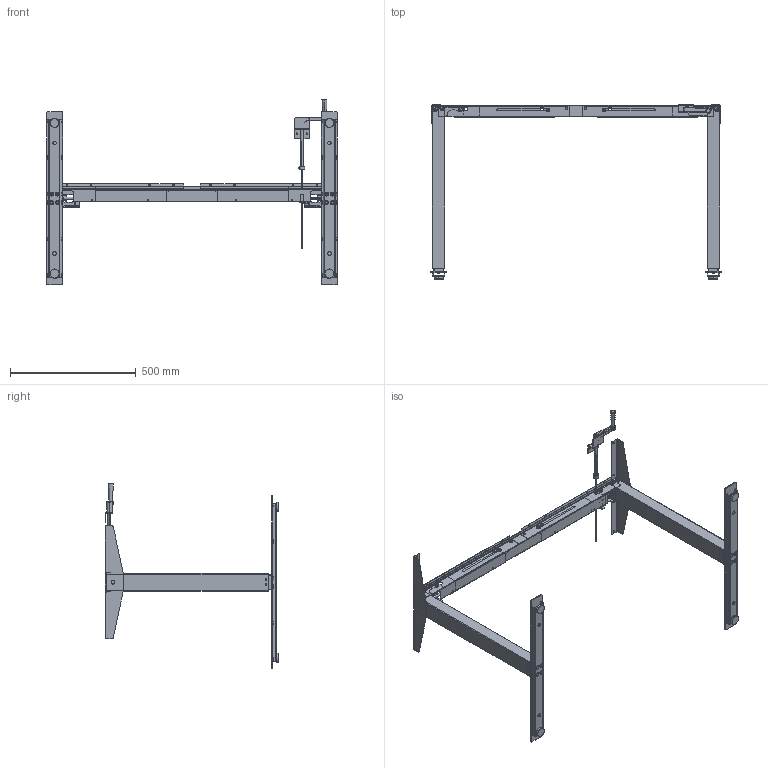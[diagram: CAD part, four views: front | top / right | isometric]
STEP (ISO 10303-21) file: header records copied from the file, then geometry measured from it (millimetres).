
FILE_DESCRIPTION (( 'STEP AP203' ), '1' );
FILE_NAME ('5506xxE Solo Crank 3.0 Flex_min. bredd 1150_202108.STEP', '2021-08-17T12:11:14', ( '' ), ( '' ), 'SwSTEP 2.0', 'SolidWorks 2019', '' );
FILE_SCHEMA (( 'CONFIG_CONTROL_DESIGN' ));
Products named in the file (1): 5506xxE Solo Crank 3.0 Flex_min. bredd 1150_202108
Bounding box: 1157.2 x 692.5 x 740 mm (x, y, z)
Surface area: 1372513.2 mm2 (no closed solid volume)
Topology: 0 solids, 149 shells, 1068 faces, 4332 edges, 3287 vertices
Faces by surface type: plane 465, cylinder 436, cone 110, torus 40, sphere 12, bspline 5
Entity records: 46914 total; most frequent: CARTESIAN_POINT 11584, DIRECTION 7530, ORIENTED_EDGE 6104, EDGE_CURVE 4326, VERTEX_POINT 3287, AXIS2_PLACEMENT_3D 2672, VECTOR 2186, LINE 2186
